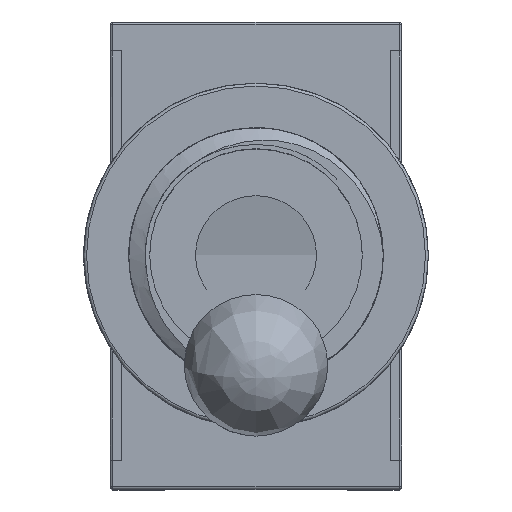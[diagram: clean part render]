
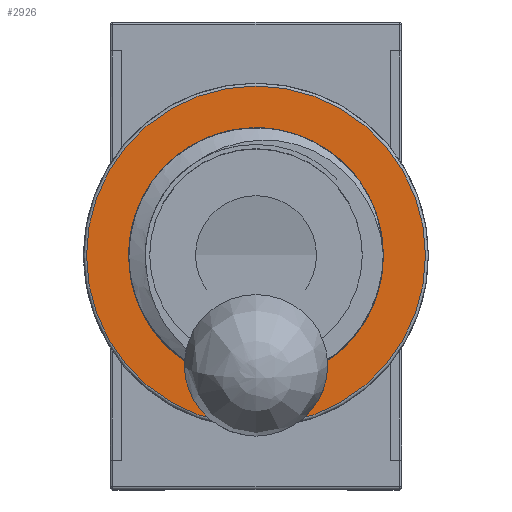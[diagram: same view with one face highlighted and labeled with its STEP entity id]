
A CAD part, top view. The second image highlights one B-rep face of the part: STEP entity #2926.
In plain terms, the highlighted planar face has unit normal (0, 0, 1).
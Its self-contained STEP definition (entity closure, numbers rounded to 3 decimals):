
#22=FACE_BOUND('',#469,.T.);
#231=PLANE('',#3127);
#327=FACE_OUTER_BOUND('',#468,.T.);
#468=EDGE_LOOP('',(#2230,#2231));
#469=EDGE_LOOP('',(#2232));
#584=CIRCLE('',#3116,2.95);
#588=CIRCLE('',#3120,2.95);
#594=CIRCLE('',#3128,2.195);
#1211=VERTEX_POINT('',#4213);
#1212=VERTEX_POINT('',#4214);
#1228=VERTEX_POINT('',#4295);
#1600=EDGE_CURVE('',#1211,#1212,#584,.T.);
#1604=EDGE_CURVE('',#1212,#1211,#588,.T.);
#1619=EDGE_CURVE('',#1228,#1228,#594,.T.);
#2230=ORIENTED_EDGE('',*,*,#1600,.F.);
#2231=ORIENTED_EDGE('',*,*,#1604,.F.);
#2232=ORIENTED_EDGE('',*,*,#1619,.T.);
#2926=ADVANCED_FACE('',(#327,#22),#231,.T.);
#3116=AXIS2_PLACEMENT_3D('',#4215,#3544,#3545);
#3120=AXIS2_PLACEMENT_3D('',#4221,#3552,#3553);
#3127=AXIS2_PLACEMENT_3D('',#4294,#3571,#3572);
#3128=AXIS2_PLACEMENT_3D('',#4296,#3573,#3574);
#3544=DIRECTION('center_axis',(0.,0.,-1.));
#3545=DIRECTION('ref_axis',(-1.,0.,0.));
#3552=DIRECTION('center_axis',(0.,0.,-1.));
#3553=DIRECTION('ref_axis',(-1.,0.,0.));
#3571=DIRECTION('center_axis',(0.,0.,1.));
#3572=DIRECTION('ref_axis',(-1.,0.,0.));
#3573=DIRECTION('center_axis',(0.,0.,-1.));
#3574=DIRECTION('ref_axis',(-1.,0.,0.));
#4213=CARTESIAN_POINT('',(2.95,0.,8.94));
#4214=CARTESIAN_POINT('',(-2.95,0.,8.94));
#4215=CARTESIAN_POINT('Origin',(0.,0.,8.94));
#4221=CARTESIAN_POINT('Origin',(0.,0.,8.94));
#4294=CARTESIAN_POINT('Origin',(0.,0.,8.94));
#4295=CARTESIAN_POINT('',(2.195,0.,8.94));
#4296=CARTESIAN_POINT('Origin',(0.,0.,8.94));
